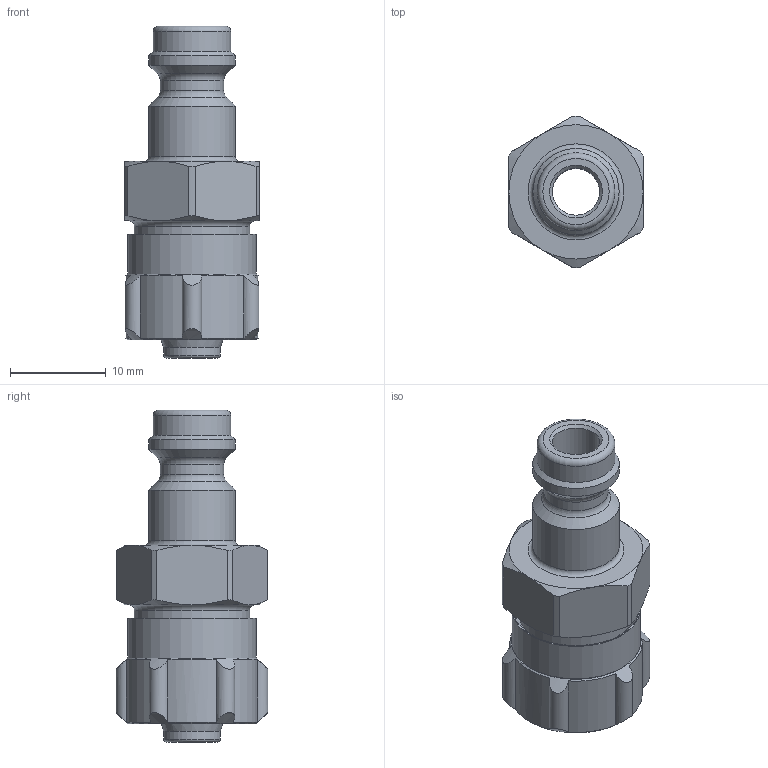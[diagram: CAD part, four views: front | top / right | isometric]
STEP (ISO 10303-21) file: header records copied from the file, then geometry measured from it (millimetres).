
FILE_DESCRIPTION(/* description */ ('STEP AP214'),/* implementation_level */ '2;1');
FILE_NAME(/* name */ '3478_KS3-CK-6',/* time_stamp */ '2024-08-21T13:39:20+02:00',/* author */ ('License CC BY-ND 4.0'),/* organization */ ('CADENAS'),/* preprocessor_version */ 'ST-DEVELOPER v19.3',/* originating_system */ 'PARTsolutions',/* authorisation */ ' ');
FILE_SCHEMA (('AUTOMOTIVE_DESIGN {1 0 10303 214 3 1 1}'));
Length unit declared in the file: millimetre
Products named in the file (1): 3478 KS3-CK-6
Bounding box: 14 x 15.8 x 34.6 mm (x, y, z)
Volume: 2759.2 mm3; surface area: 2631.5 mm2
Topology: 1 solids, 1 shells, 75 faces, 165 edges, 99 vertices
Faces by surface type: cylinder 30, cone 21, plane 15, torus 9
Full cylindrical faces by diameter (mm): 4.9 x1, 5.9 x1, 6.65 x1, 6.8 x1, 7.3 x1, 8.1 x1, 8.3 x1, 9 x2, 12 x2, 13.4 x1
Entity records: 2010 total; most frequent: CARTESIAN_POINT 474, DIRECTION 322, ORIENTED_EDGE 266, AXIS2_PLACEMENT_3D 149, EDGE_CURVE 133, EDGE_LOOP 114, FACE_BOUND 114, VERTEX_POINT 97
